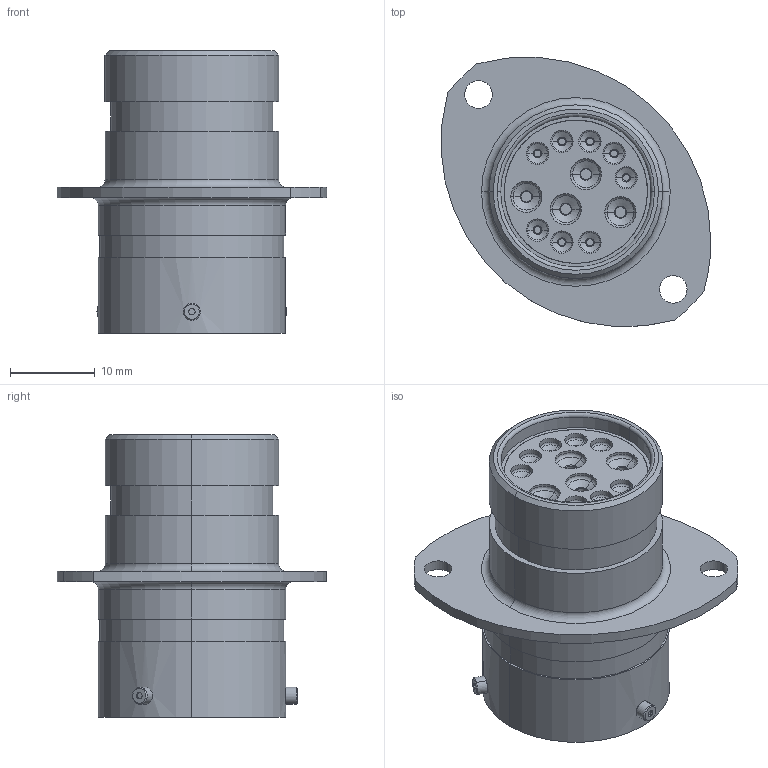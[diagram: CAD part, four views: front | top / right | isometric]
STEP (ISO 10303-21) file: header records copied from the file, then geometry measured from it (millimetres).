
FILE_DESCRIPTION (( 'STEP AP214' ), '1' );
FILE_NAME ('AS014-97PB.STEP', '2016-12-02T11:22:48', ( 'TE Connectivity' ), ( 'TE Connectivity' ), 'SwSTEP 2.0', 'SolidWorks 2014', '' );
FILE_SCHEMA (( 'AUTOMOTIVE_DESIGN' ));
Length unit declared in the file: millimetre
Products named in the file (1): AS014-97PB
Bounding box: 31.8 x 31.76 x 33.31 mm (x, y, z)
Volume: 7488.1 mm3; surface area: 9133.3 mm2
Topology: 21 solids, 21 shells, 660 faces, 1404 edges, 821 vertices
Faces by surface type: cylinder 220, torus 214, cone 116, plane 98, sphere 12
Entity records: 25661 total; most frequent: DIRECTION 3681, CARTESIAN_POINT 3138, ORIENTED_EDGE 2796, AXIS2_PLACEMENT_3D 1660, EDGE_CURVE 1398, CIRCLE 999, VERTEX_POINT 821, EDGE_LOOP 765
